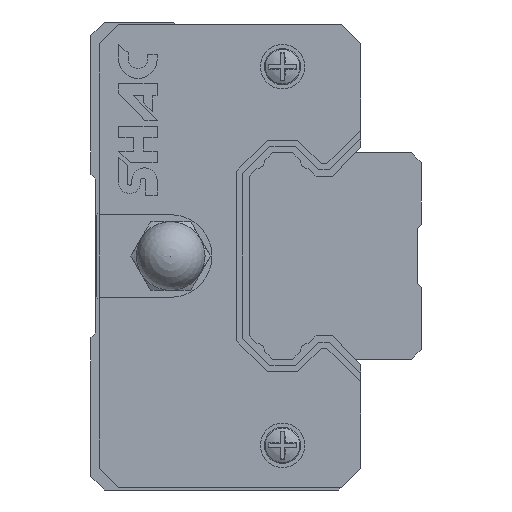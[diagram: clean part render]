
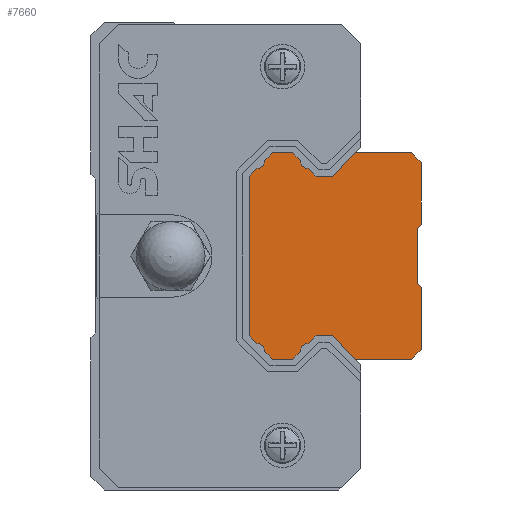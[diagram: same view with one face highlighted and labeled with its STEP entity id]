
A CAD part, left-side view. The second image highlights one B-rep face of the part: STEP entity #7660.
In plain terms, the highlighted planar face has unit normal (-1, 0, 0).
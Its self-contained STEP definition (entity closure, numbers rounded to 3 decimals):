
#157=CIRCLE('',#8147,0.558);
#164=CIRCLE('',#8168,0.558);
#166=CIRCLE('',#8174,0.558);
#174=CIRCLE('',#8186,0.558);
#312=LINE('',#10902,#1258);
#314=LINE('',#10908,#1260);
#316=LINE('',#10917,#1262);
#318=LINE('',#10921,#1264);
#322=LINE('',#10930,#1268);
#325=LINE('',#10936,#1271);
#329=LINE('',#10948,#1275);
#332=LINE('',#10954,#1278);
#335=LINE('',#10960,#1281);
#338=LINE('',#10966,#1284);
#341=LINE('',#10972,#1287);
#345=LINE('',#10980,#1291);
#347=LINE('',#10988,#1293);
#350=LINE('',#10994,#1296);
#353=LINE('',#11000,#1299);
#356=LINE('',#11006,#1302);
#359=LINE('',#11012,#1305);
#362=LINE('',#11018,#1308);
#366=LINE('',#11030,#1312);
#369=LINE('',#11036,#1315);
#372=LINE('',#11042,#1318);
#376=LINE('',#11054,#1322);
#379=LINE('',#11060,#1325);
#419=LINE('',#11152,#1365);
#1258=VECTOR('',#8746,1000.);
#1260=VECTOR('',#8752,1000.);
#1262=VECTOR('',#8756,1000.);
#1264=VECTOR('',#8760,1000.);
#1268=VECTOR('',#8766,1000.);
#1271=VECTOR('',#8771,1000.);
#1275=VECTOR('',#8783,1000.);
#1278=VECTOR('',#8788,1000.);
#1281=VECTOR('',#8793,1000.);
#1284=VECTOR('',#8798,1000.);
#1287=VECTOR('',#8803,1000.);
#1291=VECTOR('',#8811,1000.);
#1293=VECTOR('',#8825,1000.);
#1296=VECTOR('',#8830,1000.);
#1299=VECTOR('',#8835,1000.);
#1302=VECTOR('',#8840,1000.);
#1305=VECTOR('',#8845,1000.);
#1308=VECTOR('',#8850,1000.);
#1312=VECTOR('',#8862,1000.);
#1315=VECTOR('',#8867,1000.);
#1318=VECTOR('',#8872,1000.);
#1322=VECTOR('',#8884,1000.);
#1325=VECTOR('',#8889,1000.);
#1365=VECTOR('',#8943,1000.);
#2408=ORIENTED_EDGE('',*,*,#4447,.F.);
#2409=ORIENTED_EDGE('',*,*,#4568,.T.);
#2410=ORIENTED_EDGE('',*,*,#4565,.F.);
#2411=ORIENTED_EDGE('',*,*,#4519,.F.);
#2412=ORIENTED_EDGE('',*,*,#4516,.F.);
#2413=ORIENTED_EDGE('',*,*,#4513,.T.);
#2414=ORIENTED_EDGE('',*,*,#4510,.F.);
#2415=ORIENTED_EDGE('',*,*,#4507,.F.);
#2416=ORIENTED_EDGE('',*,*,#4504,.F.);
#2417=ORIENTED_EDGE('',*,*,#4501,.T.);
#2418=ORIENTED_EDGE('',*,*,#4498,.F.);
#2419=ORIENTED_EDGE('',*,*,#4495,.F.);
#2420=ORIENTED_EDGE('',*,*,#4492,.F.);
#2421=ORIENTED_EDGE('',*,*,#4489,.F.);
#2422=ORIENTED_EDGE('',*,*,#4486,.F.);
#2423=ORIENTED_EDGE('',*,*,#4483,.F.);
#2424=ORIENTED_EDGE('',*,*,#4445,.F.);
#2425=ORIENTED_EDGE('',*,*,#4442,.F.);
#2426=ORIENTED_EDGE('',*,*,#4439,.F.);
#2427=ORIENTED_EDGE('',*,*,#4477,.F.);
#2428=ORIENTED_EDGE('',*,*,#4472,.F.);
#2429=ORIENTED_EDGE('',*,*,#4469,.F.);
#2430=ORIENTED_EDGE('',*,*,#4466,.F.);
#2431=ORIENTED_EDGE('',*,*,#4463,.F.);
#2432=ORIENTED_EDGE('',*,*,#4460,.F.);
#2433=ORIENTED_EDGE('',*,*,#4457,.T.);
#2434=ORIENTED_EDGE('',*,*,#4454,.F.);
#2435=ORIENTED_EDGE('',*,*,#4451,.F.);
#4439=EDGE_CURVE('',#5550,#5551,#312,.T.);
#4442=EDGE_CURVE('',#5551,#5553,#314,.T.);
#4445=EDGE_CURVE('',#5553,#5555,#316,.T.);
#4447=EDGE_CURVE('',#5556,#5557,#318,.T.);
#4451=EDGE_CURVE('',#5557,#5560,#322,.T.);
#4454=EDGE_CURVE('',#5560,#5562,#325,.T.);
#4457=EDGE_CURVE('',#5564,#5562,#157,.T.);
#4460=EDGE_CURVE('',#5564,#5566,#329,.T.);
#4463=EDGE_CURVE('',#5566,#5568,#332,.T.);
#4466=EDGE_CURVE('',#5568,#5570,#335,.T.);
#4469=EDGE_CURVE('',#5570,#5572,#338,.T.);
#4472=EDGE_CURVE('',#5572,#5574,#341,.T.);
#4477=EDGE_CURVE('',#5574,#5550,#345,.T.);
#4483=EDGE_CURVE('',#5555,#5576,#347,.T.);
#4486=EDGE_CURVE('',#5576,#5578,#350,.T.);
#4489=EDGE_CURVE('',#5578,#5580,#353,.T.);
#4492=EDGE_CURVE('',#5580,#5582,#356,.T.);
#4495=EDGE_CURVE('',#5582,#5584,#359,.T.);
#4498=EDGE_CURVE('',#5584,#5586,#362,.T.);
#4501=EDGE_CURVE('',#5588,#5586,#164,.T.);
#4504=EDGE_CURVE('',#5588,#5590,#366,.T.);
#4507=EDGE_CURVE('',#5590,#5592,#369,.T.);
#4510=EDGE_CURVE('',#5592,#5594,#372,.T.);
#4513=EDGE_CURVE('',#5596,#5594,#166,.T.);
#4516=EDGE_CURVE('',#5596,#5598,#376,.T.);
#4519=EDGE_CURVE('',#5598,#5600,#379,.T.);
#4565=EDGE_CURVE('',#5600,#5645,#419,.T.);
#4568=EDGE_CURVE('',#5556,#5645,#174,.T.);
#5550=VERTEX_POINT('',#10901);
#5551=VERTEX_POINT('',#10903);
#5553=VERTEX_POINT('',#10909);
#5555=VERTEX_POINT('',#10918);
#5556=VERTEX_POINT('',#10922);
#5557=VERTEX_POINT('',#10923);
#5560=VERTEX_POINT('',#10931);
#5562=VERTEX_POINT('',#10937);
#5564=VERTEX_POINT('',#10943);
#5566=VERTEX_POINT('',#10949);
#5568=VERTEX_POINT('',#10955);
#5570=VERTEX_POINT('',#10961);
#5572=VERTEX_POINT('',#10967);
#5574=VERTEX_POINT('',#10973);
#5576=VERTEX_POINT('',#10989);
#5578=VERTEX_POINT('',#10995);
#5580=VERTEX_POINT('',#11001);
#5582=VERTEX_POINT('',#11007);
#5584=VERTEX_POINT('',#11013);
#5586=VERTEX_POINT('',#11019);
#5588=VERTEX_POINT('',#11025);
#5590=VERTEX_POINT('',#11031);
#5592=VERTEX_POINT('',#11037);
#5594=VERTEX_POINT('',#11043);
#5596=VERTEX_POINT('',#11049);
#5598=VERTEX_POINT('',#11055);
#5600=VERTEX_POINT('',#11061);
#5645=VERTEX_POINT('',#11153);
#6344=EDGE_LOOP('',(#2408,#2409,#2410,#2411,#2412,#2413,#2414,#2415,#2416,
#2417,#2418,#2419,#2420,#2421,#2422,#2423,#2424,#2425,#2426,#2427,#2428,
#2429,#2430,#2431,#2432,#2433,#2434,#2435));
#6828=FACE_BOUND('',#6344,.T.);
#7304=PLANE('',#8189);
#7660=ADVANCED_FACE('',(#6828),#7304,.F.);
#8147=AXIS2_PLACEMENT_3D('',#10942,#8776,#8777);
#8168=AXIS2_PLACEMENT_3D('',#11024,#8855,#8856);
#8174=AXIS2_PLACEMENT_3D('',#11048,#8877,#8878);
#8186=AXIS2_PLACEMENT_3D('',#11158,#8948,#8949);
#8189=AXIS2_PLACEMENT_3D('',#11161,#8954,#8955);
#8746=DIRECTION('',(0.,0.707,-0.707));
#8752=DIRECTION('',(0.,0.,-1.));
#8756=DIRECTION('',(0.,-0.707,-0.707));
#8760=DIRECTION('',(0.,-0.707,0.707));
#8766=DIRECTION('',(0.,-1.,0.));
#8771=DIRECTION('',(0.,-0.707,-0.707));
#8776=DIRECTION('',(1.,0.,0.));
#8777=DIRECTION('',(0.,0.,-1.));
#8783=DIRECTION('',(0.,-0.707,-0.707));
#8788=DIRECTION('',(0.,-1.,0.));
#8793=DIRECTION('',(0.,-0.707,0.707));
#8798=DIRECTION('',(0.,-1.,0.));
#8803=DIRECTION('',(0.,-0.707,-0.707));
#8811=DIRECTION('',(0.,0.,-1.));
#8825=DIRECTION('',(0.,0.,-1.));
#8830=DIRECTION('',(0.,0.707,-0.707));
#8835=DIRECTION('',(0.,1.,0.));
#8840=DIRECTION('',(0.,0.707,0.707));
#8845=DIRECTION('',(0.,1.,0.));
#8850=DIRECTION('',(0.,0.707,-0.707));
#8855=DIRECTION('',(1.,0.,0.));
#8856=DIRECTION('',(0.,0.,-1.));
#8862=DIRECTION('',(0.,0.707,-0.707));
#8867=DIRECTION('',(0.,1.,0.));
#8872=DIRECTION('',(0.,0.707,0.707));
#8877=DIRECTION('',(1.,0.,0.));
#8878=DIRECTION('',(0.,0.,-1.));
#8884=DIRECTION('',(0.,0.707,0.707));
#8889=DIRECTION('',(0.,0.,1.));
#8943=DIRECTION('',(0.,-0.707,0.707));
#8948=DIRECTION('',(1.,0.,0.));
#8949=DIRECTION('',(0.,0.,-1.));
#8954=DIRECTION('',(1.,0.,0.));
#8955=DIRECTION('',(0.,0.,-1.));
#10901=CARTESIAN_POINT('',(-50.,0.,2.3));
#10902=CARTESIAN_POINT('',(-50.,0.,2.3));
#10903=CARTESIAN_POINT('',(-50.,0.3,2.));
#10908=CARTESIAN_POINT('',(-50.,0.3,2.));
#10909=CARTESIAN_POINT('',(-50.,0.3,-2.));
#10917=CARTESIAN_POINT('',(-50.,0.3,-2.));
#10918=CARTESIAN_POINT('',(-50.,0.,-2.3));
#10921=CARTESIAN_POINT('',(-50.,11.366,6.933));
#10922=CARTESIAN_POINT('',(-50.,11.366,6.933));
#10923=CARTESIAN_POINT('',(-50.,10.799,7.5));
#10930=CARTESIAN_POINT('',(-50.,10.799,7.5));
#10931=CARTESIAN_POINT('',(-50.,9.341,7.5));
#10936=CARTESIAN_POINT('',(-50.,9.341,7.5));
#10937=CARTESIAN_POINT('',(-50.,8.774,6.933));
#10942=CARTESIAN_POINT('',(-50.,8.216,6.924));
#10943=CARTESIAN_POINT('',(-50.,8.207,6.366));
#10948=CARTESIAN_POINT('',(-50.,8.207,6.366));
#10949=CARTESIAN_POINT('',(-50.,7.64,5.799));
#10954=CARTESIAN_POINT('',(-50.,7.64,5.799));
#10955=CARTESIAN_POINT('',(-50.,6.476,5.799));
#10960=CARTESIAN_POINT('',(-50.,6.476,5.799));
#10961=CARTESIAN_POINT('',(-50.,4.775,7.5));
#10966=CARTESIAN_POINT('',(-50.,4.775,7.5));
#10967=CARTESIAN_POINT('',(-50.,0.7,7.5));
#10972=CARTESIAN_POINT('',(-50.,0.7,7.5));
#10973=CARTESIAN_POINT('',(-50.,0.,6.8));
#10980=CARTESIAN_POINT('',(-50.,0.,6.8));
#10988=CARTESIAN_POINT('',(-50.,0.,-2.3));
#10989=CARTESIAN_POINT('',(-50.,0.,-6.8));
#10994=CARTESIAN_POINT('',(-50.,0.,-6.8));
#10995=CARTESIAN_POINT('',(-50.,0.7,-7.5));
#11000=CARTESIAN_POINT('',(-50.,0.7,-7.5));
#11001=CARTESIAN_POINT('',(-50.,4.775,-7.5));
#11006=CARTESIAN_POINT('',(-50.,4.775,-7.5));
#11007=CARTESIAN_POINT('',(-50.,6.476,-5.799));
#11012=CARTESIAN_POINT('',(-50.,6.476,-5.799));
#11013=CARTESIAN_POINT('',(-50.,7.64,-5.799));
#11018=CARTESIAN_POINT('',(-50.,7.64,-5.799));
#11019=CARTESIAN_POINT('',(-50.,8.207,-6.366));
#11024=CARTESIAN_POINT('',(-50.,8.216,-6.924));
#11025=CARTESIAN_POINT('',(-50.,8.774,-6.933));
#11030=CARTESIAN_POINT('',(-50.,8.774,-6.933));
#11031=CARTESIAN_POINT('',(-50.,9.341,-7.5));
#11036=CARTESIAN_POINT('',(-50.,9.341,-7.5));
#11037=CARTESIAN_POINT('',(-50.,10.799,-7.5));
#11042=CARTESIAN_POINT('',(-50.,10.799,-7.5));
#11043=CARTESIAN_POINT('',(-50.,11.366,-6.933));
#11048=CARTESIAN_POINT('',(-50.,11.924,-6.924));
#11049=CARTESIAN_POINT('',(-50.,11.933,-6.366));
#11054=CARTESIAN_POINT('',(-50.,11.933,-6.366));
#11055=CARTESIAN_POINT('',(-50.,12.5,-5.799));
#11060=CARTESIAN_POINT('',(-50.,12.5,-5.799));
#11061=CARTESIAN_POINT('',(-50.,12.5,5.799));
#11152=CARTESIAN_POINT('',(-50.,12.5,5.799));
#11153=CARTESIAN_POINT('',(-50.,11.933,6.366));
#11158=CARTESIAN_POINT('',(-50.,11.924,6.924));
#11161=CARTESIAN_POINT('',(-50.,8.216,6.924));
